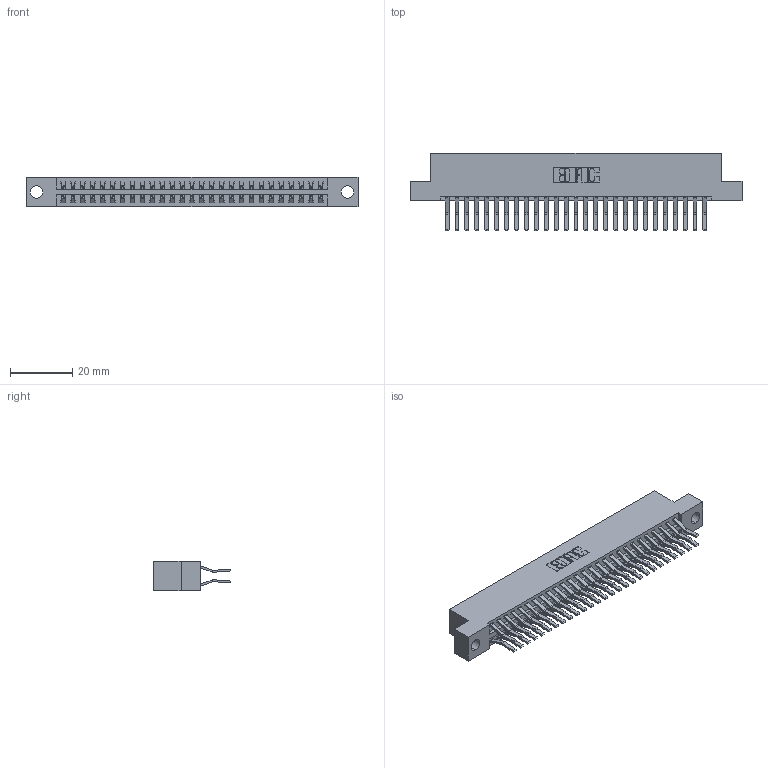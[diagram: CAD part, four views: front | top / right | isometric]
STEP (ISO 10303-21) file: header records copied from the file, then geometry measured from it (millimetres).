
FILE_DESCRIPTION (( 'STEP AP203' ), '1' );
FILE_NAME ('346-054-560-204.STEP', '2022-05-21T04:35:52', ( '' ), ( '' ), 'SwSTEP 2.0', 'SolidWorks 2020', '' );
FILE_SCHEMA (( 'CONFIG_CONTROL_DESIGN' ));
Length unit declared in the file: inch
Products named in the file (3): 345-292-001_560 Tail; 346 Part_Flush Mounting Lugs - 0.156 Dia-TH; 346-054-560-204
Assembly tree (55 placements, depth 2):
  346-054-560-204
    346 Part_Flush Mounting Lugs - 0.156 Dia-TH
    345-292-001_560 Tail  x54
Bounding box: 106.3 x 24.78 x 9.4 mm (x, y, z)
Volume: 10497 mm3; surface area: 14985.2 mm2
Topology: 55 solids, 55 shells, 3052 faces, 9059 edges, 5966 vertices
Faces by surface type: plane 1980, cylinder 1072
Entity records: 20147 total; most frequent: CARTESIAN_POINT 3346, ORIENTED_EDGE 3278, DIRECTION 3003, EDGE_CURVE 1639, VECTOR 1395, LINE 1395, VERTEX_POINT 1090, AXIS2_PLACEMENT_3D 804
